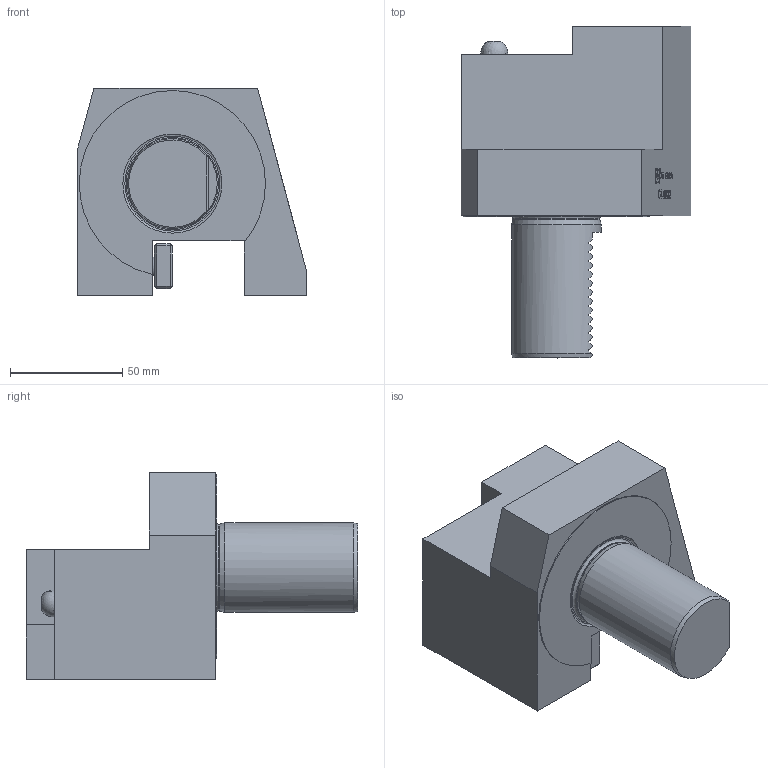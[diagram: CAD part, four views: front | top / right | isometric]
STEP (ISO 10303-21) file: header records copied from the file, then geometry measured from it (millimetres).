
FILE_DESCRIPTION (( 'STEP AP214' ), '1' );
FILE_NAME ('C440X32.STEP', '2025-07-09T06:40:31', ( '' ), ( '' ), 'SwSTEP 2.0', 'SolidWorks 2023', '' );
FILE_SCHEMA (( 'AUTOMOTIVE_DESIGN' ));
Length unit declared in the file: millimetre
Products named in the file (1): C440X32
Bounding box: 102.5 x 148 x 92.5 mm (x, y, z)
Volume: 532618.3 mm3; surface area: 57478.1 mm2
Topology: 1 solids, 1 shells, 328 faces, 864 edges, 568 vertices
Faces by surface type: plane 234, cylinder 43, bspline 43, cone 4, torus 3, sphere 1
Full cylindrical faces by diameter (mm): 1.7 x1, 2.1 x1, 5 x1, 6.366 x1, 38.7 x1, 40 x1
Entity records: 14869 total; most frequent: CARTESIAN_POINT 4997, ORIENTED_EDGE 1692, DIRECTION 1320, EDGE_CURVE 846, VECTOR 604, LINE 604, VERTEX_POINT 563, EDGE_LOOP 375
